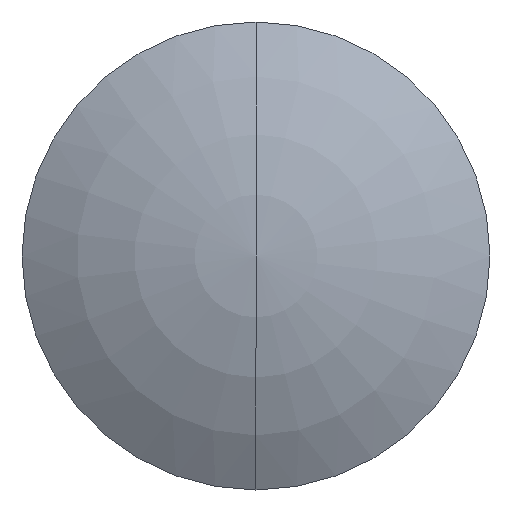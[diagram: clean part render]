
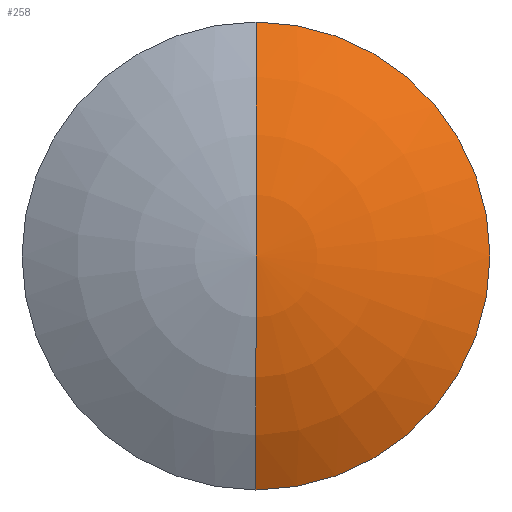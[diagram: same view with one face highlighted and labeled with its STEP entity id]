
A CAD part, left-side view. The second image highlights one B-rep face of the part: STEP entity #258.
In plain terms, the highlighted toroidal (fillet/blend) face has major radius 0.015 mm and minor radius 1.905 mm.
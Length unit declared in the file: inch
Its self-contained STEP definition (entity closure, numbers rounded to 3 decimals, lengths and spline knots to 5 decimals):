
#25 = CARTESIAN_POINT ( 'NONE',  ( -0.003, 0., 0. ) ) ;
#59 = AXIS2_PLACEMENT_3D ( 'NONE', #291, #1025, #848 ) ;
#96 = CIRCLE ( 'NONE', #59, 0.075 ) ;
#100 = DIRECTION ( 'NONE',  ( 0., 0., 1. ) ) ;
#165 = DIRECTION ( 'NONE',  ( 0., 0., 1. ) ) ;
#211 = DIRECTION ( 'NONE',  ( -1., 0., 0. ) ) ;
#215 = CARTESIAN_POINT ( 'NONE',  ( -0.067, 0., 0.0385 ) ) ;
#258 = ADVANCED_FACE ( 'NONE', ( #604 ), #444, .T. ) ;
#285 = VERTEX_POINT ( 'NONE', #584 ) ;
#291 = CARTESIAN_POINT ( 'NONE',  ( -0.003, 0., 0.00061 ) ) ;
#309 = DIRECTION ( 'NONE',  ( 0., 0., -1. ) ) ;
#336 = CARTESIAN_POINT ( 'NONE',  ( -0.067, 0., 0. ) ) ;
#390 = CARTESIAN_POINT ( 'NONE',  ( -0.078, 0., 0. ) ) ;
#396 = CARTESIAN_POINT ( 'NONE',  ( -0.003, 0., -0.00061 ) ) ;
#400 = AXIS2_PLACEMENT_3D ( 'NONE', #396, #816, #309 ) ;
#401 = VERTEX_POINT ( 'NONE', #215 ) ;
#444 = TOROIDAL_SURFACE ( 'NONE', #853, -0.00061, 0.075 ) ;
#537 = ORIENTED_EDGE ( 'NONE', *, *, #1010, .F. ) ;
#563 = CIRCLE ( 'NONE', #400, 0.075 ) ;
#584 = CARTESIAN_POINT ( 'NONE',  ( -0.067, 0., -0.0385 ) ) ;
#604 = FACE_OUTER_BOUND ( 'NONE', #925, .T. ) ;
#605 = CIRCLE ( 'NONE', #1105, 0.0385 ) ;
#816 = DIRECTION ( 'NONE',  ( 0., -1., 0. ) ) ;
#833 = ORIENTED_EDGE ( 'NONE', *, *, #1124, .T. ) ;
#848 = DIRECTION ( 'NONE',  ( 0., 0., 1. ) ) ;
#853 = AXIS2_PLACEMENT_3D ( 'NONE', #25, #1093, #100 ) ;
#920 = VERTEX_POINT ( 'NONE', #390 ) ;
#925 = EDGE_LOOP ( 'NONE', ( #537, #1080, #833 ) ) ;
#1001 = EDGE_CURVE ( 'NONE', #285, #401, #605, .T. ) ;
#1010 = EDGE_CURVE ( 'NONE', #285, #920, #96, .T. ) ;
#1025 = DIRECTION ( 'NONE',  ( 0., 1., 0. ) ) ;
#1080 = ORIENTED_EDGE ( 'NONE', *, *, #1001, .T. ) ;
#1093 = DIRECTION ( 'NONE',  ( -1., 0., 0. ) ) ;
#1105 = AXIS2_PLACEMENT_3D ( 'NONE', #336, #211, #165 ) ;
#1124 = EDGE_CURVE ( 'NONE', #401, #920, #563, .T. ) ;
